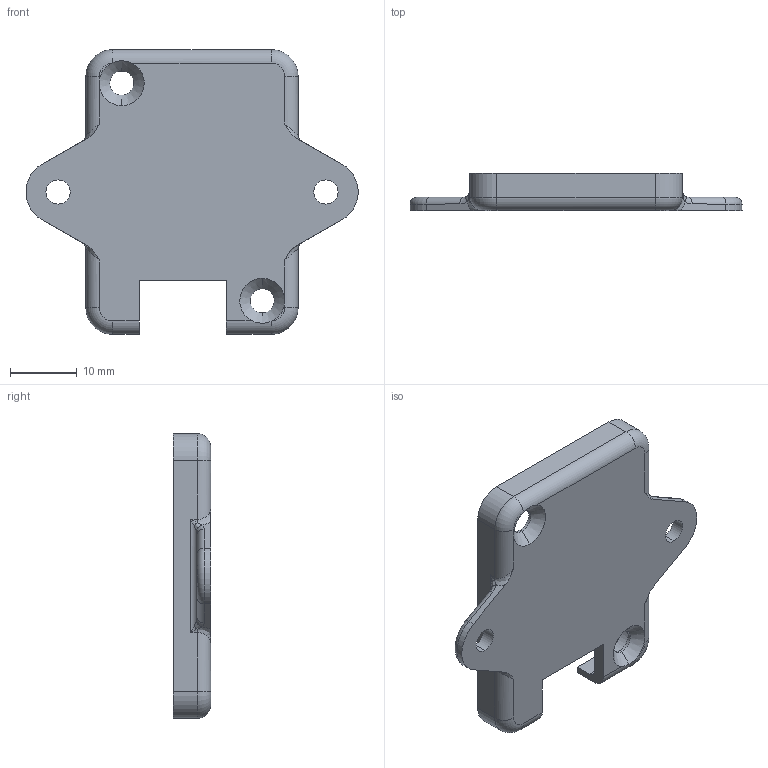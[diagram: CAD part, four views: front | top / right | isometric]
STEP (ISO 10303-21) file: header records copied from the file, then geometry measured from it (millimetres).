
FILE_DESCRIPTION (( 'STEP AP214' ), '1' );
FILE_NAME ('GPS_case_01-bottom_mounting_ears.STEP', '2019-09-28T07:11:39', ( '' ), ( '' ), 'SwSTEP 2.0', 'SolidWorks 2015', '' );
FILE_SCHEMA (( 'AUTOMOTIVE_DESIGN' ));
Length unit declared in the file: millimetre
Products named in the file (1): GPS_case_01-bottom_mounting_ears
Bounding box: 49.57 x 5.6 x 42.5 mm (x, y, z)
Volume: 3108.8 mm3; surface area: 3917.6 mm2
Topology: 1 solids, 1 shells, 94 faces, 242 edges, 144 vertices
Faces by surface type: cylinder 40, plane 24, bspline 16, torus 10, cone 4
Entity records: 3150 total; most frequent: CARTESIAN_POINT 951, ORIENTED_EDGE 476, DIRECTION 444, EDGE_CURVE 238, AXIS2_PLACEMENT_3D 171, VERTEX_POINT 144, LINE 102, VECTOR 102
